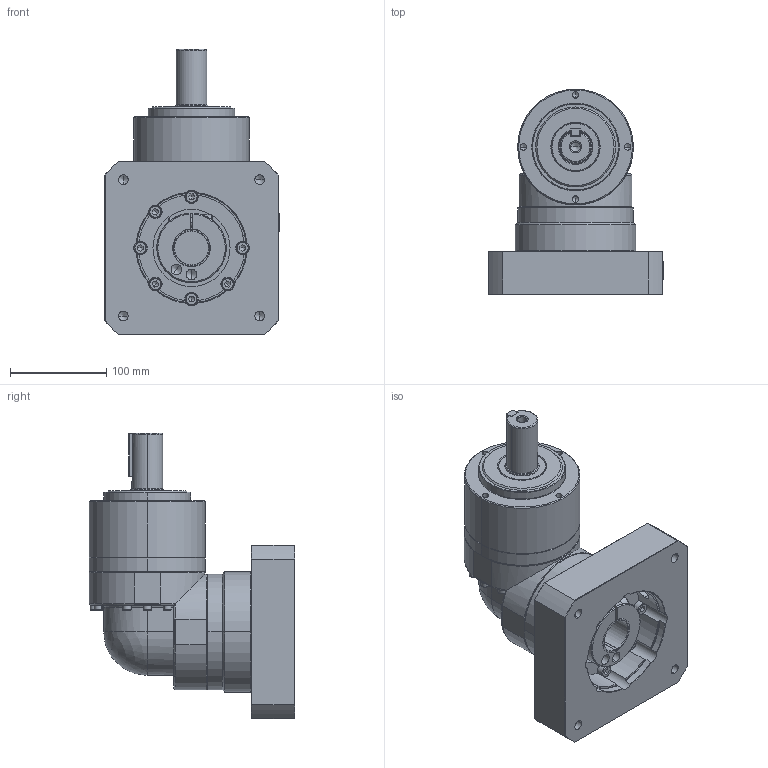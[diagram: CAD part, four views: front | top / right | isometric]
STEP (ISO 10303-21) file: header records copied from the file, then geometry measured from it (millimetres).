
FILE_DESCRIPTION (( 'STEP AP214' ), '1' );
FILE_NAME ('PGB120-05A6.STEP', '2015-05-04T18:19:58', ( '' ), ( '' ), 'SwSTEP 2.0', 'SolidWorks 2014', '' );
FILE_SCHEMA (( 'AUTOMOTIVE_DESIGN' ));
Length unit declared in the file: inch
Products named in the file (1): PGB120-05A6
Bounding box: 181 x 213 x 296 mm (x, y, z)
Volume: 3608729.9 mm3; surface area: 243043.9 mm2
Topology: 1 solids, 1 shells, 580 faces, 1516 edges, 928 vertices
Faces by surface type: plane 245, cylinder 150, cone 119, torus 64, sphere 2
Entity records: 21028 total; most frequent: CARTESIAN_POINT 3995, DIRECTION 2957, ORIENTED_EDGE 2910, EDGE_CURVE 1455, AXIS2_PLACEMENT_3D 1158, VERTEX_POINT 926, VECTOR 641, LINE 641
